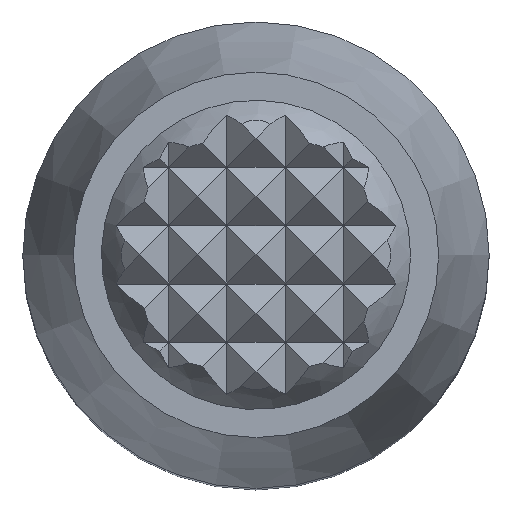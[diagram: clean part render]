
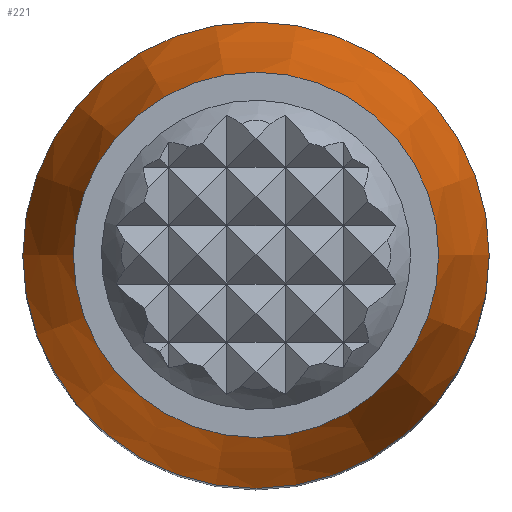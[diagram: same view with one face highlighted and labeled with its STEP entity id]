
A CAD part, top view. The second image highlights one B-rep face of the part: STEP entity #221.
In plain terms, the highlighted conical face has half-angle 14.57 degrees and reference radius 4.7 mm.
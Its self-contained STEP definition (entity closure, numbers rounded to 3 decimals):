
#221 = ADVANCED_FACE( '', ( #492, #493 ), #494, .T. );
#492 = FACE_OUTER_BOUND( '', #815, .T. );
#493 = FACE_BOUND( '', #816, .T. );
#494 = CONICAL_SURFACE( '', #817, 4.7, 0.254 );
#815 = EDGE_LOOP( '', ( #1332 ) );
#816 = EDGE_LOOP( '', ( #1333 ) );
#817 = AXIS2_PLACEMENT_3D( '', #1334, #1335, #1336 );
#1332 = ORIENTED_EDGE( '', *, *, #1952, .F. );
#1333 = ORIENTED_EDGE( '', *, *, #1953, .F. );
#1334 = CARTESIAN_POINT( '', ( 0., 0., 28.68 ) );
#1335 = DIRECTION( '', ( 0., 0., -1. ) );
#1336 = DIRECTION( '', ( -1., 0., 0. ) );
#1952 = EDGE_CURVE( '', #2322, #2322, #2323, .F. );
#1953 = EDGE_CURVE( '', #2324, #2324, #2325, .T. );
#2322 = VERTEX_POINT( '', #2811 );
#2323 = CIRCLE( '', #2812, 6. );
#2324 = VERTEX_POINT( '', #2813 );
#2325 = CIRCLE( '', #2814, 4.7 );
#2811 = CARTESIAN_POINT( '', ( 6., 0., 23.68 ) );
#2812 = AXIS2_PLACEMENT_3D( '', #3157, #3158, #3159 );
#2813 = CARTESIAN_POINT( '', ( 4.7, 0., 28.68 ) );
#2814 = AXIS2_PLACEMENT_3D( '', #3160, #3161, #3162 );
#3157 = CARTESIAN_POINT( '', ( 0., 0., 23.68 ) );
#3158 = DIRECTION( '', ( 0., 0., 1. ) );
#3159 = DIRECTION( '', ( 1., 0., 0. ) );
#3160 = CARTESIAN_POINT( '', ( 0., 0., 28.68 ) );
#3161 = DIRECTION( '', ( 0., 0., 1. ) );
#3162 = DIRECTION( '', ( 1., 0., 0. ) );
